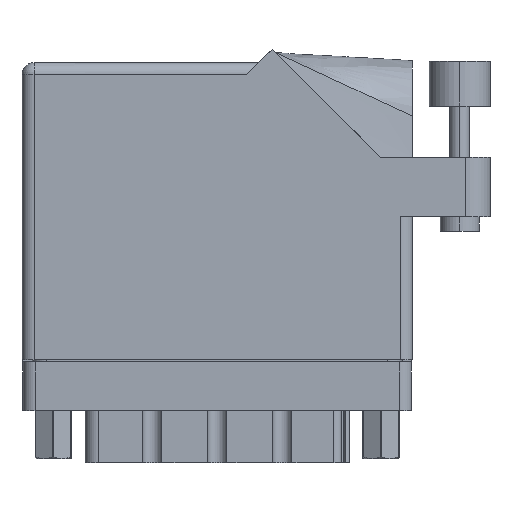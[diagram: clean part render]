
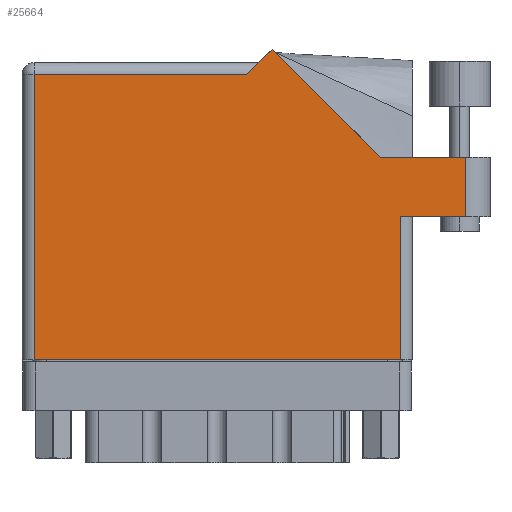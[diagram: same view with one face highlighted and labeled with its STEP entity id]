
A CAD part, front view. The second image highlights one B-rep face of the part: STEP entity #25664.
In plain terms, the highlighted face is planar.
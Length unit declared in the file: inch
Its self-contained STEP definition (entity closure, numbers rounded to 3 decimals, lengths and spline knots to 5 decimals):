
#158 = CARTESIAN_POINT ( 'NONE',  ( 2.285, 0.737, 0. ) ) ;
#1557 = VECTOR ( 'NONE', #49255, 39.37008 ) ;
#2020 = EDGE_LOOP ( 'NONE', ( #33521, #48881, #35137, #19822, #25977, #29674, #24116, #41119, #16292 ) ) ;
#2785 = EDGE_CURVE ( 'NONE', #10320, #19233, #27424, .T. ) ;
#4089 = DIRECTION ( 'NONE',  ( 0., 1., 0. ) ) ;
#4268 = VECTOR ( 'NONE', #39829, 39.37008 ) ;
#5165 = CARTESIAN_POINT ( 'NONE',  ( 2.01, 0.737, 0. ) ) ;
#5905 = CARTESIAN_POINT ( 'NONE',  ( 0.062, 1.468, 0. ) ) ;
#7091 = LINE ( 'NONE', #35485, #46957 ) ;
#7812 = DIRECTION ( 'NONE',  ( -1., 0., 0. ) ) ;
#8770 = CARTESIAN_POINT ( 'NONE',  ( 1.217, 1.53, 0. ) ) ;
#9094 = EDGE_CURVE ( 'NONE', #29412, #28138, #45310, .T. ) ;
#10098 = EDGE_CURVE ( 'NONE', #28138, #10320, #18634, .T. ) ;
#10320 = VERTEX_POINT ( 'NONE', #5905 ) ;
#10349 = LINE ( 'NONE', #49386, #48977 ) ;
#10683 = DIRECTION ( 'NONE',  ( -1., 0., 0. ) ) ;
#11003 = CARTESIAN_POINT ( 'NONE',  ( 0., 1.468, 0. ) ) ;
#13122 = DIRECTION ( 'NONE',  ( 0., -1., 0. ) ) ;
#14121 = EDGE_CURVE ( 'NONE', #39031, #47525, #43379, .T. ) ;
#14160 = CARTESIAN_POINT ( 'NONE',  ( 1.155, 1.468, 0. ) ) ;
#14310 = DIRECTION ( 'NONE',  ( -0.707, 0.707, 0. ) ) ;
#14626 = DIRECTION ( 'NONE',  ( 0., 1., 0. ) ) ;
#14644 = CARTESIAN_POINT ( 'NONE',  ( 0.062, 0., 0. ) ) ;
#15447 = EDGE_CURVE ( 'NONE', #19233, #49375, #21567, .T. ) ;
#16292 = ORIENTED_EDGE ( 'NONE', *, *, #24071, .T. ) ;
#17415 = VECTOR ( 'NONE', #14626, 39.37008 ) ;
#18102 = CARTESIAN_POINT ( 'NONE',  ( 0., 1.53, 0. ) ) ;
#18222 = CARTESIAN_POINT ( 'NONE',  ( 0., 0., 0. ) ) ;
#18634 = LINE ( 'NONE', #11003, #28891 ) ;
#19233 = VERTEX_POINT ( 'NONE', #14644 ) ;
#19795 = FACE_OUTER_BOUND ( 'NONE', #2020, .T. ) ;
#19822 = ORIENTED_EDGE ( 'NONE', *, *, #42868, .T. ) ;
#19955 = VERTEX_POINT ( 'NONE', #26845 ) ;
#21061 = CARTESIAN_POINT ( 'NONE',  ( 0.062, 0., 0. ) ) ;
#21567 = LINE ( 'NONE', #18222, #1557 ) ;
#22404 = CARTESIAN_POINT ( 'NONE',  ( 2.285, 1.044, 0. ) ) ;
#22862 = CARTESIAN_POINT ( 'NONE',  ( 1.948, 0., 0. ) ) ;
#24041 = VECTOR ( 'NONE', #7812, 39.37008 ) ;
#24071 = EDGE_CURVE ( 'NONE', #49375, #37874, #7091, .T. ) ;
#24116 = ORIENTED_EDGE ( 'NONE', *, *, #2785, .T. ) ;
#25664 = ADVANCED_FACE ( 'NONE', ( #19795 ), #45262, .F. ) ;
#25977 = ORIENTED_EDGE ( 'NONE', *, *, #9094, .T. ) ;
#25993 = DIRECTION ( 'NONE',  ( -1., 0., 0. ) ) ;
#26845 = CARTESIAN_POINT ( 'NONE',  ( 1.84442, 1.044, 0. ) ) ;
#27424 = LINE ( 'NONE', #21061, #30469 ) ;
#28138 = VERTEX_POINT ( 'NONE', #14160 ) ;
#28520 = EDGE_CURVE ( 'NONE', #37874, #39031, #30345, .T. ) ;
#28891 = VECTOR ( 'NONE', #25993, 39.37008 ) ;
#29412 = VERTEX_POINT ( 'NONE', #45396 ) ;
#29674 = ORIENTED_EDGE ( 'NONE', *, *, #10098, .T. ) ;
#30345 = LINE ( 'NONE', #5165, #39428 ) ;
#30356 = EDGE_CURVE ( 'NONE', #47525, #19955, #40884, .T. ) ;
#30469 = VECTOR ( 'NONE', #13122, 39.37008 ) ;
#33521 = ORIENTED_EDGE ( 'NONE', *, *, #28520, .T. ) ;
#35137 = ORIENTED_EDGE ( 'NONE', *, *, #30356, .T. ) ;
#35325 = CARTESIAN_POINT ( 'NONE',  ( 2.41, 1.044, 0. ) ) ;
#35485 = CARTESIAN_POINT ( 'NONE',  ( 1.948, 0.737, 0. ) ) ;
#37874 = VERTEX_POINT ( 'NONE', #46167 ) ;
#39031 = VERTEX_POINT ( 'NONE', #158 ) ;
#39428 = VECTOR ( 'NONE', #40257, 39.37008 ) ;
#39829 = DIRECTION ( 'NONE',  ( -0.707, -0.707, 0. ) ) ;
#40257 = DIRECTION ( 'NONE',  ( 1., 0., 0. ) ) ;
#40884 = LINE ( 'NONE', #35325, #24041 ) ;
#41119 = ORIENTED_EDGE ( 'NONE', *, *, #15447, .T. ) ;
#41469 = AXIS2_PLACEMENT_3D ( 'NONE', #18102, #49143, #10683 ) ;
#42868 = EDGE_CURVE ( 'NONE', #19955, #29412, #10349, .T. ) ;
#43379 = LINE ( 'NONE', #22404, #17415 ) ;
#45262 = PLANE ( 'NONE',  #41469 ) ;
#45310 = LINE ( 'NONE', #8770, #4268 ) ;
#45396 = CARTESIAN_POINT ( 'NONE',  ( 1.28771, 1.60071, 0. ) ) ;
#46167 = CARTESIAN_POINT ( 'NONE',  ( 1.948, 0.737, 0. ) ) ;
#46797 = CARTESIAN_POINT ( 'NONE',  ( 2.285, 1.044, 0. ) ) ;
#46957 = VECTOR ( 'NONE', #4089, 39.37008 ) ;
#47525 = VERTEX_POINT ( 'NONE', #46797 ) ;
#48881 = ORIENTED_EDGE ( 'NONE', *, *, #14121, .T. ) ;
#48977 = VECTOR ( 'NONE', #14310, 39.37008 ) ;
#49143 = DIRECTION ( 'NONE',  ( 0., 0., -1. ) ) ;
#49255 = DIRECTION ( 'NONE',  ( 1., 0., 0. ) ) ;
#49375 = VERTEX_POINT ( 'NONE', #22862 ) ;
#49386 = CARTESIAN_POINT ( 'NONE',  ( 1.84442, 1.044, 0. ) ) ;
